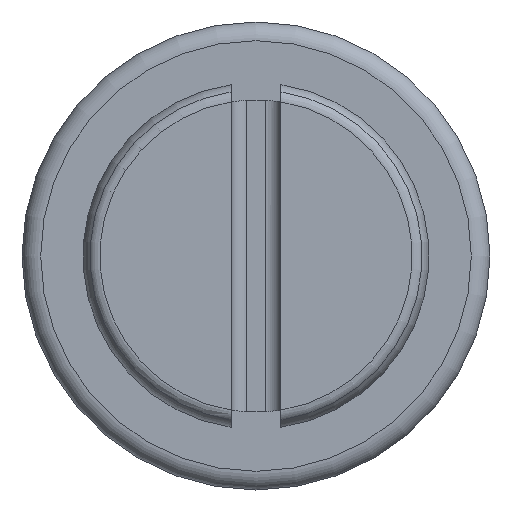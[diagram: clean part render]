
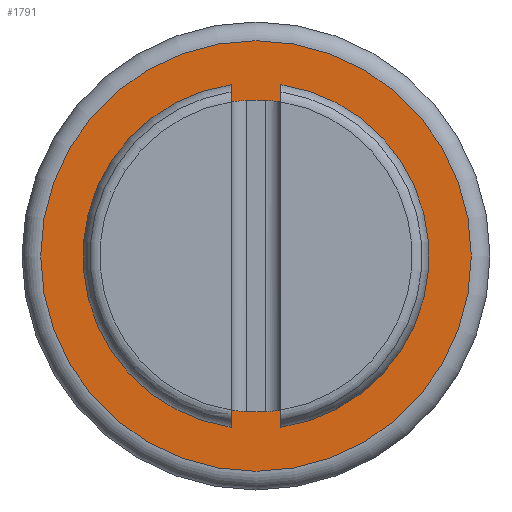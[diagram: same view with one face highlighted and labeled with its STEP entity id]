
A CAD part, left-side view. The second image highlights one B-rep face of the part: STEP entity #1791.
In plain terms, the highlighted planar face has unit normal (-1, 0, 0).
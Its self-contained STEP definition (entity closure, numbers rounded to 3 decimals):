
#15=FACE_BOUND('',#306,.T.);
#66=CIRCLE('',#1949,2.5);
#67=CIRCLE('',#1950,2.5);
#68=CIRCLE('',#1952,3.45);
#69=CIRCLE('',#1953,3.45);
#132=PLANE('',#1958);
#213=FACE_OUTER_BOUND('',#305,.T.);
#305=EDGE_LOOP('',(#1530,#1531));
#306=EDGE_LOOP('',(#1532,#1533));
#796=VERTEX_POINT('',#3500);
#797=VERTEX_POINT('',#3502);
#798=VERTEX_POINT('',#3506);
#799=VERTEX_POINT('',#3507);
#1054=EDGE_CURVE('',#797,#796,#66,.T.);
#1055=EDGE_CURVE('',#796,#797,#67,.T.);
#1056=EDGE_CURVE('',#798,#799,#68,.T.);
#1057=EDGE_CURVE('',#799,#798,#69,.T.);
#1530=ORIENTED_EDGE('',*,*,#1056,.T.);
#1531=ORIENTED_EDGE('',*,*,#1057,.T.);
#1532=ORIENTED_EDGE('',*,*,#1054,.T.);
#1533=ORIENTED_EDGE('',*,*,#1055,.T.);
#1791=ADVANCED_FACE('',(#213,#15),#132,.T.);
#1949=AXIS2_PLACEMENT_3D('',#3503,#2319,#2320);
#1950=AXIS2_PLACEMENT_3D('',#3504,#2321,#2322);
#1952=AXIS2_PLACEMENT_3D('',#3508,#2325,#2326);
#1953=AXIS2_PLACEMENT_3D('',#3509,#2327,#2328);
#1958=AXIS2_PLACEMENT_3D('',#3517,#2337,#2338);
#2319=DIRECTION('center_axis',(1.,0.,0.));
#2320=DIRECTION('ref_axis',(0.,-1.,0.));
#2321=DIRECTION('center_axis',(1.,0.,0.));
#2322=DIRECTION('ref_axis',(0.,-1.,0.));
#2325=DIRECTION('center_axis',(-1.,0.,0.));
#2326=DIRECTION('ref_axis',(0.,0.,
1.));
#2327=DIRECTION('center_axis',(-1.,0.,0.));
#2328=DIRECTION('ref_axis',(0.,0.,
1.));
#2337=DIRECTION('center_axis',(-1.,0.,0.));
#2338=DIRECTION('ref_axis',(0.,0.,
1.));
#3500=CARTESIAN_POINT('',(-0.85,7.555,-0.893));
#3502=CARTESIAN_POINT('',(-0.85,2.555,-0.893));
#3503=CARTESIAN_POINT('Origin',(-0.85,5.055,-0.893));
#3504=CARTESIAN_POINT('Origin',(-0.85,5.055,-0.893));
#3506=CARTESIAN_POINT('',(-0.85,8.505,-0.893));
#3507=CARTESIAN_POINT('',(-0.85,5.055,-4.343));
#3508=CARTESIAN_POINT('Origin',(-0.85,5.055,-0.893));
#3509=CARTESIAN_POINT('Origin',(-0.85,5.055,-0.893));
#3517=CARTESIAN_POINT('Origin',(-0.85,5.055,-0.893));
